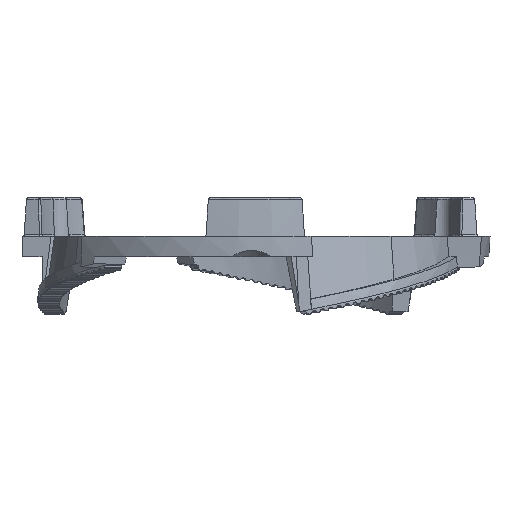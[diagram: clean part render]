
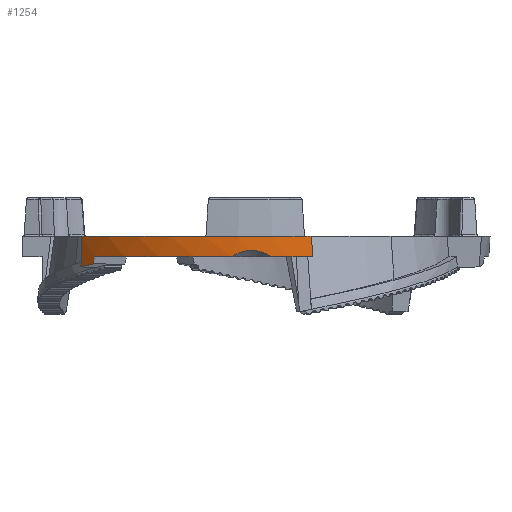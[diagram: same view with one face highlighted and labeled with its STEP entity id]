
A CAD part, front view. The second image highlights one B-rep face of the part: STEP entity #1254.
In plain terms, the highlighted conical face has half-angle 3 degrees and reference radius 23.5 mm.
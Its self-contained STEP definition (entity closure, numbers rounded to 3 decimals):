
#1254=ADVANCED_FACE('',(#2661),#2662,.T.);
#2661=FACE_OUTER_BOUND('',#7520,.T.);
#2662=CONICAL_SURFACE('',#7521,23.5,0.052);
#7520=EDGE_LOOP('',(#12718,#12719,#12720,#12721,#12722,#12723,#12724,#12725,#12726,#12727));
#7521=AXIS2_PLACEMENT_3D('',#12728,#12729,#12730);
#12718=ORIENTED_EDGE('',*,*,#14367,.T.);
#12719=ORIENTED_EDGE('',*,*,#15422,.F.);
#12720=ORIENTED_EDGE('',*,*,#14413,.T.);
#12721=ORIENTED_EDGE('',*,*,#14985,.T.);
#12722=ORIENTED_EDGE('',*,*,#14970,.F.);
#12723=ORIENTED_EDGE('',*,*,#14975,.F.);
#12724=ORIENTED_EDGE('',*,*,#15729,.F.);
#12725=ORIENTED_EDGE('',*,*,#15358,.T.);
#12726=ORIENTED_EDGE('',*,*,#15730,.F.);
#12727=ORIENTED_EDGE('',*,*,#15110,.F.);
#12728=CARTESIAN_POINT('',(0.,0.,0.4));
#12729=DIRECTION('',(0.,0.,1.0));
#12730=DIRECTION('',(1.0,0.,0.));
#14367=EDGE_CURVE('',#16482,#16480,#16483,.T.);
#14413=EDGE_CURVE('',#16573,#16571,#16574,.T.);
#14970=EDGE_CURVE('',#17431,#17433,#17434,.T.);
#14975=EDGE_CURVE('',#17438,#17431,#17441,.T.);
#14985=EDGE_CURVE('',#16571,#17433,#17455,.F.);
#15110=EDGE_CURVE('',#16482,#17615,#17616,.T.);
#15358=EDGE_CURVE('',#18028,#18026,#18029,.F.);
#15422=EDGE_CURVE('',#16573,#16480,#18119,.T.);
#15729=EDGE_CURVE('',#18028,#17438,#18496,.T.);
#15730=EDGE_CURVE('',#17615,#18026,#18497,.T.);
#16480=VERTEX_POINT('',#19910);
#16482=VERTEX_POINT('',#19913);
#16483=CIRCLE('',#19914,23.5);
#16571=VERTEX_POINT('',#20071);
#16573=VERTEX_POINT('',#20074);
#16574=CIRCLE('',#20075,23.5);
#17431=VERTEX_POINT('',#22120);
#17433=VERTEX_POINT('',#22125);
#17434=B_SPLINE_CURVE_WITH_KNOTS('',3,(#22126,#22127,#22128,#22129),.UNSPECIFIED.,.F.,.F.,(4,4),(0.003,0.005),.UNSPECIFIED.);
#17438=VERTEX_POINT('',#22139);
#17441=ELLIPSE('',#22143,120.345,24.249);
#17455=ELLIPSE('',#22181,420.531,29.348);
#17615=VERTEX_POINT('',#22490);
#17616=ELLIPSE('',#22491,420.531,29.348);
#18026=VERTEX_POINT('',#23478);
#18028=VERTEX_POINT('',#23480);
#18029=B_SPLINE_CURVE_WITH_KNOTS('',3,(#23481,#23482,#23483,#23484,#23485,#23486,#23487,#23488,#23489,#23490,#23491,#23492,#23493,#23494,#23495,#23496),.UNSPECIFIED.,.F.,.F.,(4,2,2,2,2,2,2,4),(0.017,0.018,0.018,0.019,0.019,0.02,0.02,0.021),.UNSPECIFIED.);
#18119=CIRCLE('',#23667,23.5);
#18496=CIRCLE('',#24364,23.395);
#18497=CIRCLE('',#24365,23.395);
#19910=CARTESIAN_POINT('',(5.385,-22.875,0.4));
#19913=CARTESIAN_POINT('',(5.884,-22.751,0.4));
#19914=AXIS2_PLACEMENT_3D('',#25673,#25674,#25675);
#20071=CARTESIAN_POINT('',(-16.761,-16.471,0.4));
#20074=CARTESIAN_POINT('',(-4.686,-23.028,0.4));
#20075=AXIS2_PLACEMENT_3D('',#25745,#25746,#25747);
#22120=CARTESIAN_POINT('',(-15.604,-17.381,-2.316));
#22125=CARTESIAN_POINT('',(-16.833,-16.171,-2.622));
#22126=CARTESIAN_POINT('',(-15.604,-17.381,-2.316));
#22127=CARTESIAN_POINT('',(-16.028,-16.993,-2.418));
#22128=CARTESIAN_POINT('',(-16.439,-16.589,-2.52));
#22129=CARTESIAN_POINT('',(-16.833,-16.171,-2.622));
#22139=CARTESIAN_POINT('',(-15.515,-17.511,-1.6));
#22143=AXIS2_PLACEMENT_3D('',#26097,#26098,#26099);
#22181=AXIS2_PLACEMENT_3D('',#26103,#26104,#26105);
#22490=CARTESIAN_POINT('',(6.027,-22.606,-1.6));
#22491=AXIS2_PLACEMENT_3D('',#26186,#26187,#26188);
#23478=CARTESIAN_POINT('',(1.991,-23.31,-1.6));
#23480=CARTESIAN_POINT('',(-1.991,-23.31,-1.6));
#23481=CARTESIAN_POINT('',(1.991,-23.31,-1.6));
#23482=CARTESIAN_POINT('',(1.685,-23.346,-1.427));
#23483=CARTESIAN_POINT('',(1.37,-23.375,-1.274));
#23484=CARTESIAN_POINT('',(0.873,-23.406,-1.104));
#23485=CARTESIAN_POINT('',(0.701,-23.414,-1.058));
#23486=CARTESIAN_POINT('',(0.353,-23.425,-0.994));
#23487=CARTESIAN_POINT('',(0.178,-23.428,-0.978));
#23488=CARTESIAN_POINT('',(-0.173,-23.428,-0.978));
#23489=CARTESIAN_POINT('',(-0.351,-23.425,-0.994));
#23490=CARTESIAN_POINT('',(-0.699,-23.414,-1.057));
#23491=CARTESIAN_POINT('',(-0.869,-23.406,-1.103));
#23492=CARTESIAN_POINT('',(-1.202,-23.385,-1.216));
#23493=CARTESIAN_POINT('',(-1.367,-23.372,-1.284));
#23494=CARTESIAN_POINT('',(-1.685,-23.344,-1.433));
#23495=CARTESIAN_POINT('',(-1.84,-23.328,-1.514));
#23496=CARTESIAN_POINT('',(-1.991,-23.31,-1.6));
#23667=AXIS2_PLACEMENT_3D('',#26406,#26407,#26408);
#24364=AXIS2_PLACEMENT_3D('',#26664,#26665,#26666);
#24365=AXIS2_PLACEMENT_3D('',#26667,#26668,#26669);
#25673=CARTESIAN_POINT('',(0.,0.,0.4));
#25674=DIRECTION('',(0.,0.,-1.0));
#25675=DIRECTION('',(-1.0,0.,0.));
#25745=CARTESIAN_POINT('',(0.,0.,0.4));
#25746=DIRECTION('',(0.,0.,-1.0));
#25747=DIRECTION('',(-1.0,0.,0.));
#26097=CARTESIAN_POINT('',(4.691,-4.007,29.424));
#26098=DIRECTION('',(0.744,-0.635,-0.208));
#26099=DIRECTION('',(0.158,-0.135,0.978));
#26103=CARTESIAN_POINT('',(15.389,-15.66,251.35));
#26104=DIRECTION('',(-0.698,0.711,0.087));
#26105=DIRECTION('',(0.061,-0.062,0.996));
#26186=CARTESIAN_POINT('',(-21.256,-5.497,251.35));
#26187=DIRECTION('',(0.964,0.249,0.087));
#26188=DIRECTION('',(-0.084,-0.022,0.996));
#26406=CARTESIAN_POINT('',(0.,0.,0.4));
#26407=DIRECTION('',(0.0,0.0,1.0));
#26408=DIRECTION('',(1.0,0.0,0.0));
#26664=CARTESIAN_POINT('',(0.,0.,-1.6));
#26665=DIRECTION('',(0.,0.,-1.0));
#26666=DIRECTION('',(-1.0,0.,0.));
#26667=CARTESIAN_POINT('',(0.,0.,-1.6));
#26668=DIRECTION('',(0.,0.,-1.0));
#26669=DIRECTION('',(-1.0,0.,0.));
